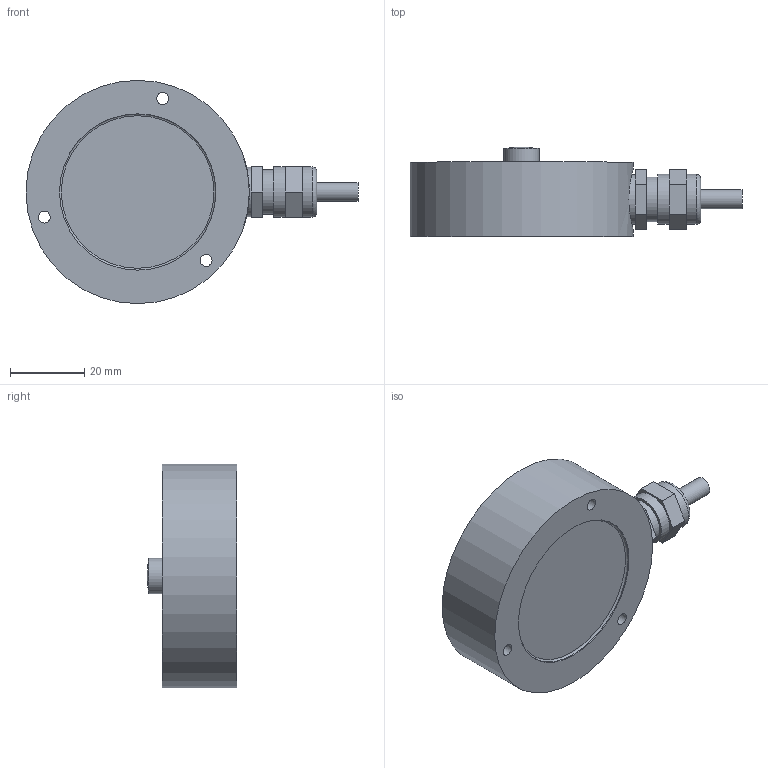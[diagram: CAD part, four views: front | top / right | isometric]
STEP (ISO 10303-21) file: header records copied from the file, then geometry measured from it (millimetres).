
FILE_DESCRIPTION(/* description */ (''),/* implementation_level */ '2;1');
FILE_NAME(/* name */ '276EH-5t v1.step',/* time_stamp */ '2020-01-21T14:46:36-08:00',/* author */ (''),/* organization */ (''),/* preprocessor_version */ 'ST-DEVELOPER v18',/* originating_system */ 'Autodesk Translation Framework v8.12.0.6',/* authorisation */ '');
FILE_SCHEMA (('AUTOMOTIVE_DESIGN { 1 0 10303 214 3 1 1 }'));
Length unit declared in the file: millimetre
Products named in the file (1): 276EH-5t
Bounding box: 89.2 x 24 x 60 mm (x, y, z)
Volume: 57623 mm3; surface area: 11479.5 mm2
Topology: 1 solids, 1 shells, 47 faces, 123 edges, 91 vertices
Faces by surface type: plane 27, cylinder 17, torus 2, bspline 1
Full cylindrical faces by diameter (mm): 3.2 x3, 5.1 x1, 6 x3, 9.5 x1, 12 x1, 13.3 x1, 13.5 x2, 42 x1, 44.5 x1, 60 x1
Entity records: 1614 total; most frequent: CARTESIAN_POINT 321, DIRECTION 283, ORIENTED_EDGE 244, EDGE_CURVE 122, AXIS2_PLACEMENT_3D 116, VERTEX_POINT 91, CIRCLE 69, EDGE_LOOP 67
